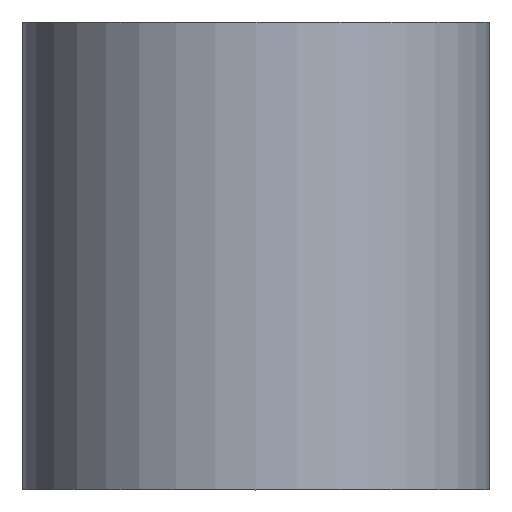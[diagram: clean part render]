
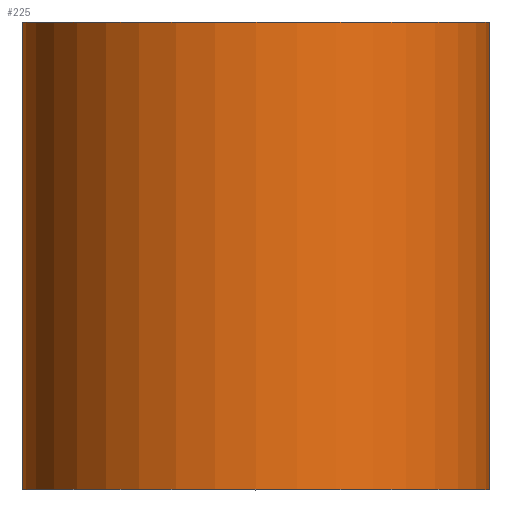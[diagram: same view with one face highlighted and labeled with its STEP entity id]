
A CAD part, top view. The second image highlights one B-rep face of the part: STEP entity #225.
In plain terms, the highlighted cylindrical face has radius 10 mm (diameter 20 mm), a partial arc.
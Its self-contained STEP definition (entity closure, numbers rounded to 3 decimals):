
#183=EDGE_CURVE('',#401,#327,#487,.T.);
#199=EDGE_CURVE('',#209,#361,#504,.T.);
#209=VERTEX_POINT('',#514);
#225=ADVANCED_FACE('',(#533),#534,.T.);
#235=EDGE_CURVE('',#401,#361,#544,.T.);
#327=VERTEX_POINT('',#656);
#359=EDGE_CURVE('',#209,#327,#694,.T.);
#361=VERTEX_POINT('',#696);
#401=VERTEX_POINT('',#740);
#487=CIRCLE('',#826,10.0);
#504=CIRCLE('',#850,10.0);
#514=CARTESIAN_POINT('',(10.0,-20.0,0.));
#533=FACE_OUTER_BOUND('',#885,.T.);
#534=CYLINDRICAL_SURFACE('',#886,10.0);
#544=LINE('',#899,#900);
#656=CARTESIAN_POINT('',(10.0,0.,0.));
#694=LINE('',#1085,#1086);
#696=CARTESIAN_POINT('',(-10.0,-20.0,0.0));
#740=CARTESIAN_POINT('',(-10.0,0.,0.0));
#826=AXIS2_PLACEMENT_3D('',#1235,#1236,#1237);
#850=AXIS2_PLACEMENT_3D('',#1254,#1255,#1256);
#885=EDGE_LOOP('',(#1287,#1288,#1289,#1290));
#886=AXIS2_PLACEMENT_3D('',#1291,#1292,#1293);
#899=CARTESIAN_POINT('',(-10.0,-10.0,0.));
#900=VECTOR('',#1295,1.0);
#1085=CARTESIAN_POINT('',(10.0,-10.0,0.));
#1086=VECTOR('',#1510,1.0);
#1235=CARTESIAN_POINT('',(0.0,0.0,0.0));
#1236=DIRECTION('',(0.,1.0,0.0));
#1237=DIRECTION('',(-1.0,0.,0.0));
#1254=CARTESIAN_POINT('',(0.,-20.0,0.0));
#1255=DIRECTION('',(0.,-1.0,0.0));
#1256=DIRECTION('',(-1.0,0.,0.0));
#1287=ORIENTED_EDGE('',*,*,#235,.T.);
#1288=ORIENTED_EDGE('',*,*,#199,.F.);
#1289=ORIENTED_EDGE('',*,*,#359,.T.);
#1290=ORIENTED_EDGE('',*,*,#183,.F.);
#1291=CARTESIAN_POINT('',(0.,-10.0,0.0));
#1292=DIRECTION('',(0.,1.0,-0.0));
#1293=DIRECTION('',(-1.0,0.,0.0));
#1295=DIRECTION('',(0.,-1.0,0.0));
#1510=DIRECTION('',(0.,1.0,-0.0));
